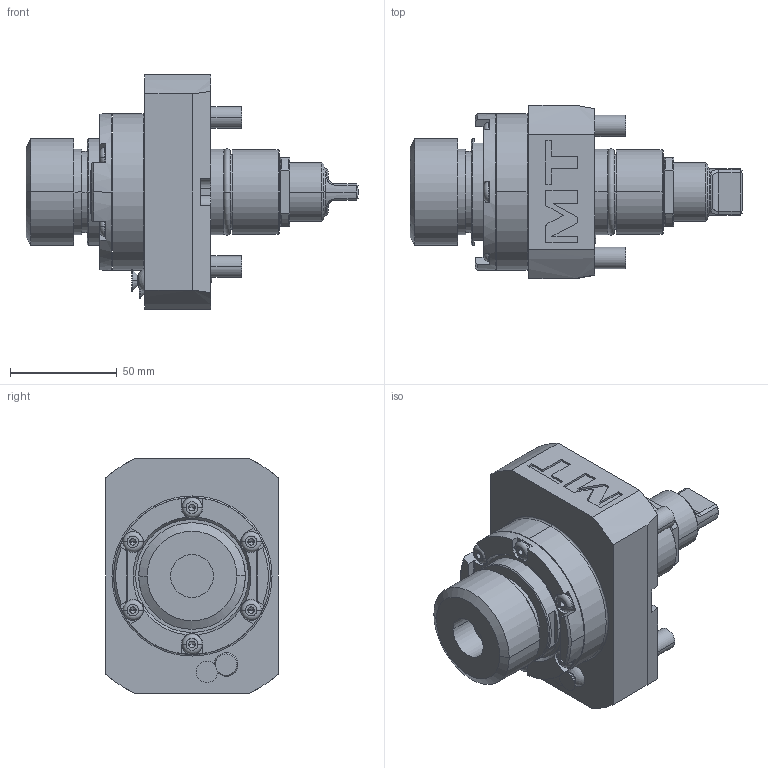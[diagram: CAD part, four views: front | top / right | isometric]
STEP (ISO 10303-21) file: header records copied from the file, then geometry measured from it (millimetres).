
FILE_DESCRIPTION((''),'2;1');
FILE_NAME('MNZ0021232_CONF','2023-02-20T16:38:41',('sterribile'),('M.T. srl'),'CREO PARAMETRIC BY PTC INC, 2021072','CREO PARAMETRIC BY PTC INC, 2021072','');
FILE_SCHEMA(('CONFIG_CONTROL_DESIGN'));
Length unit declared in the file: millimetre
Products named in the file (1): MNZ0021232_CONF
Bounding box: 155.66 x 81 x 110 mm (x, y, z)
Volume: 471038.7 mm3; surface area: 61823.3 mm2
Topology: 1 solids, 1 shells, 379 faces, 954 edges, 612 vertices
Faces by surface type: plane 172, cylinder 134, cone 44, torus 20, extrusion 4, bspline 4, sphere 1
Entity records: 12106 total; most frequent: CARTESIAN_POINT 2795, DIRECTION 2004, ORIENTED_EDGE 1884, EDGE_CURVE 942, AXIS2_PLACEMENT_3D 761, VERTEX_POINT 612, VECTOR 482, LINE 478
